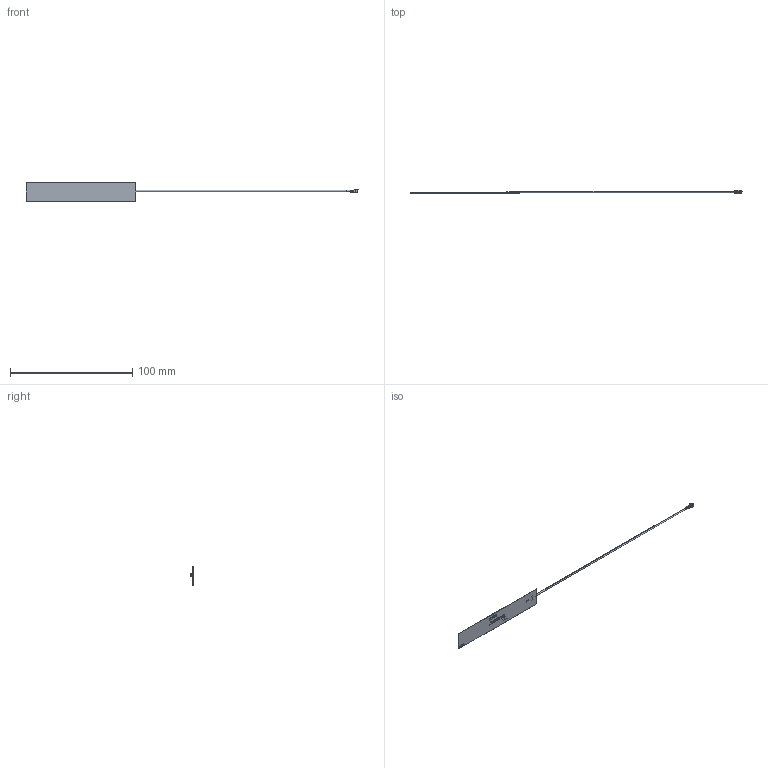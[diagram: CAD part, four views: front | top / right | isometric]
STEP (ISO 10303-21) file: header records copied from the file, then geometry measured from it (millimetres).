
FILE_DESCRIPTION (( 'STEP AP214' ), '1' );
FILE_NAME ('FXUB06.07.0180AQ.C270.it_Web.STEP', '2025-12-17T11:02:00', ( '' ), ( '' ), 'SwSTEP 2.0', 'SolidWorks 2024', '' );
FILE_SCHEMA (( 'AUTOMOTIVE_DESIGN' ));
Length unit declared in the file: millimetre
Products named in the file (1): FXUB06.07.0180AQ.C270.it_Web
Bounding box: 271.69 x 3 x 15 mm (x, y, z)
Surface area: 6328.5 mm2 (no closed solid volume)
Topology: 0 solids, 5 shells, 668 faces, 1788 edges, 1171 vertices
Faces by surface type: plane 407, bspline 155, cylinder 85, cone 21
Entity records: 29117 total; most frequent: CARTESIAN_POINT 9316, ORIENTED_EDGE 3566, DIRECTION 2544, EDGE_CURVE 1784, VECTOR 1250, LINE 1250, VERTEX_POINT 1171, EDGE_LOOP 714
